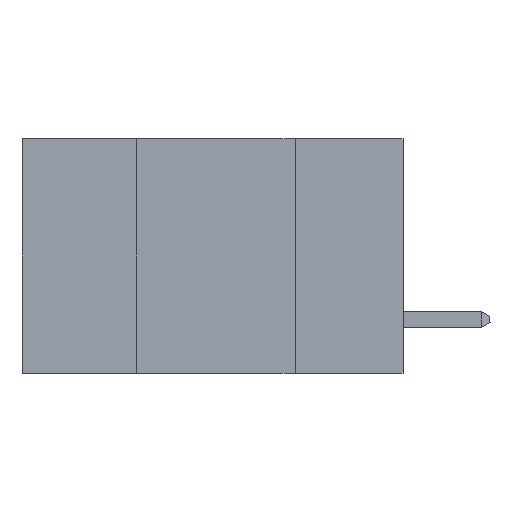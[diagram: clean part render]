
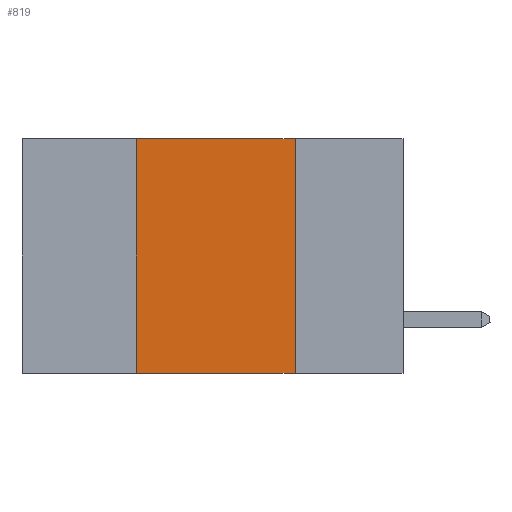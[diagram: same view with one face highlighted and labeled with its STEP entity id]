
A CAD part, left-side view. The second image highlights one B-rep face of the part: STEP entity #819.
In plain terms, the highlighted planar face has unit normal (-1, 0, 0).
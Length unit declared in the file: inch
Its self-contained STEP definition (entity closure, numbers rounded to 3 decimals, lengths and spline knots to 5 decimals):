
#206 = LINE ( 'NONE', #7191, #11081 ) ;
#532 = DIRECTION ( 'NONE',  ( 0., -1., 0. ) ) ;
#708 = AXIS2_PLACEMENT_3D ( 'NONE', #1098, #12454, #2438 ) ;
#819 = ADVANCED_FACE ( 'NONE', ( #1990 ), #3539, .F. ) ;
#1098 = CARTESIAN_POINT ( 'NONE',  ( 0., 0.6, 0. ) ) ;
#1155 = ORIENTED_EDGE ( 'NONE', *, *, #3137, .T. ) ;
#1575 = LINE ( 'NONE', #4239, #11912 ) ;
#1629 = ORIENTED_EDGE ( 'NONE', *, *, #13229, .F. ) ;
#1711 = ORIENTED_EDGE ( 'NONE', *, *, #10860, .F. ) ;
#1990 = FACE_OUTER_BOUND ( 'NONE', #4911, .T. ) ;
#2195 = ORIENTED_EDGE ( 'NONE', *, *, #12775, .F. ) ;
#2362 = CARTESIAN_POINT ( 'NONE',  ( 0., 0.42, -0.37 ) ) ;
#2438 = DIRECTION ( 'NONE',  ( 0., 0., -1. ) ) ;
#2455 = CARTESIAN_POINT ( 'NONE',  ( 0., 0.17, 0. ) ) ;
#3137 = EDGE_CURVE ( 'NONE', #7687, #7337, #12578, .T. ) ;
#3539 = PLANE ( 'NONE',  #708 ) ;
#3897 = LINE ( 'NONE', #9240, #4747 ) ;
#4239 = CARTESIAN_POINT ( 'NONE',  ( 0., 0.42, 0. ) ) ;
#4747 = VECTOR ( 'NONE', #12509, 39.37008 ) ;
#4911 = EDGE_LOOP ( 'NONE', ( #2195, #1711, #1629, #1155 ) ) ;
#4974 = VERTEX_POINT ( 'NONE', #2455 ) ;
#5230 = CARTESIAN_POINT ( 'NONE',  ( 0., 0.6, -0.37 ) ) ;
#5242 = CARTESIAN_POINT ( 'NONE',  ( 0., 0.17, -0.37 ) ) ;
#7191 = CARTESIAN_POINT ( 'NONE',  ( 0., 0.6, 0. ) ) ;
#7327 = CARTESIAN_POINT ( 'NONE',  ( 0., 0.42, 0. ) ) ;
#7337 = VERTEX_POINT ( 'NONE', #5242 ) ;
#7563 = VECTOR ( 'NONE', #532, 39.37008 ) ;
#7687 = VERTEX_POINT ( 'NONE', #2362 ) ;
#8616 = DIRECTION ( 'NONE',  ( 0., -1., 0. ) ) ;
#9240 = CARTESIAN_POINT ( 'NONE',  ( 0., 0.17, 0. ) ) ;
#9857 = DIRECTION ( 'NONE',  ( 0., 0., 1. ) ) ;
#10860 = EDGE_CURVE ( 'NONE', #11394, #4974, #206, .T. ) ;
#11081 = VECTOR ( 'NONE', #8616, 39.37008 ) ;
#11394 = VERTEX_POINT ( 'NONE', #7327 ) ;
#11912 = VECTOR ( 'NONE', #9857, 39.37008 ) ;
#12454 = DIRECTION ( 'NONE',  ( 1., 0., 0. ) ) ;
#12509 = DIRECTION ( 'NONE',  ( 0., 0., -1. ) ) ;
#12578 = LINE ( 'NONE', #5230, #7563 ) ;
#12775 = EDGE_CURVE ( 'NONE', #4974, #7337, #3897, .T. ) ;
#13229 = EDGE_CURVE ( 'NONE', #7687, #11394, #1575, .T. ) ;
